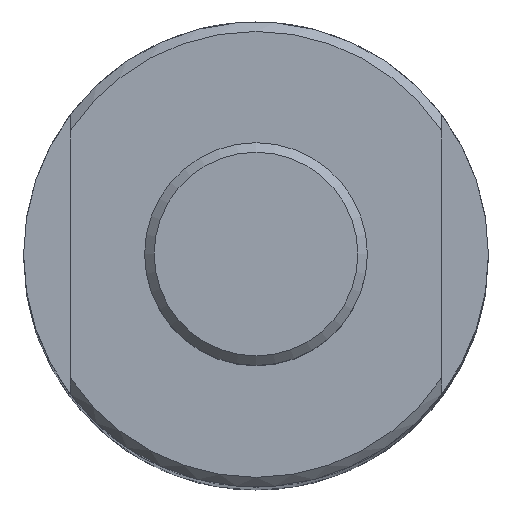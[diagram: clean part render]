
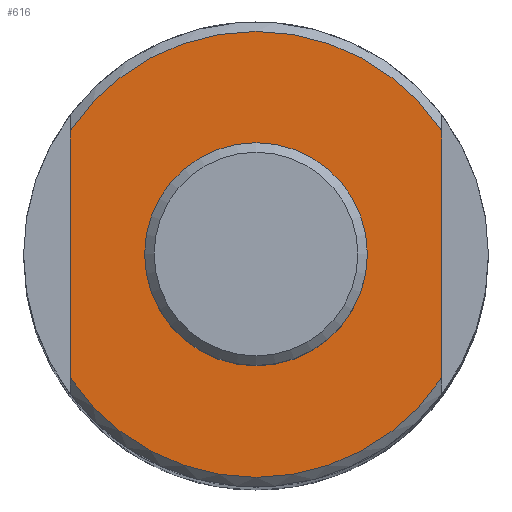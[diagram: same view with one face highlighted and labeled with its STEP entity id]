
A CAD part, top view. The second image highlights one B-rep face of the part: STEP entity #616.
In plain terms, the highlighted planar face has unit normal (0, 0, 1).
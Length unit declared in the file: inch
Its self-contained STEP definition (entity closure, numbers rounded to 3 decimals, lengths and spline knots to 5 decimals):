
#22=PLANE('',#720);
#46=FACE_BOUND('',#112,.T.);
#73=FACE_OUTER_BOUND('',#111,.T.);
#111=EDGE_LOOP('',(#508,#509,#510,#511));
#112=EDGE_LOOP('',(#512,#513));
#176=CIRCLE('',#706,0.375);
#177=CIRCLE('',#707,0.375);
#187=CIRCLE('',#721,0.7505);
#188=CIRCLE('',#722,0.7505);
#211=LINE('',#1170,#239);
#212=LINE('',#1174,#240);
#239=VECTOR('',#894,0.83096);
#240=VECTOR('',#897,0.83096);
#294=VERTEX_POINT('',#1130);
#295=VERTEX_POINT('',#1132);
#309=VERTEX_POINT('',#1168);
#310=VERTEX_POINT('',#1169);
#311=VERTEX_POINT('',#1171);
#312=VERTEX_POINT('',#1173);
#371=EDGE_CURVE('',#294,#295,#176,.T.);
#372=EDGE_CURVE('',#295,#294,#177,.T.);
#389=EDGE_CURVE('',#309,#310,#211,.T.);
#390=EDGE_CURVE('',#309,#311,#187,.T.);
#391=EDGE_CURVE('',#312,#311,#212,.T.);
#392=EDGE_CURVE('',#312,#310,#188,.T.);
#508=ORIENTED_EDGE('',*,*,#389,.F.);
#509=ORIENTED_EDGE('',*,*,#390,.T.);
#510=ORIENTED_EDGE('',*,*,#391,.F.);
#511=ORIENTED_EDGE('',*,*,#392,.T.);
#512=ORIENTED_EDGE('',*,*,#372,.F.);
#513=ORIENTED_EDGE('',*,*,#371,.F.);
#616=ADVANCED_FACE('',(#73,#46),#22,.T.);
#706=AXIS2_PLACEMENT_3D('',#1133,#857,#858);
#707=AXIS2_PLACEMENT_3D('',#1134,#859,#860);
#720=AXIS2_PLACEMENT_3D('',#1167,#892,#893);
#721=AXIS2_PLACEMENT_3D('',#1172,#895,#896);
#722=AXIS2_PLACEMENT_3D('',#1175,#898,#899);
#857=DIRECTION('center_axis',(0.,0.,1.));
#858=DIRECTION('ref_axis',(1.,0.,0.));
#859=DIRECTION('center_axis',(0.,0.,1.));
#860=DIRECTION('ref_axis',(1.,0.,0.));
#892=DIRECTION('center_axis',(0.,0.,1.));
#893=DIRECTION('ref_axis',(1.,0.,0.));
#894=DIRECTION('',(0.,1.,0.));
#895=DIRECTION('center_axis',(0.,0.,1.));
#896=DIRECTION('ref_axis',(1.,0.,0.));
#897=DIRECTION('',(0.,-1.,0.));
#898=DIRECTION('center_axis',(0.,0.,1.));
#899=DIRECTION('ref_axis',(1.,0.,0.));
#1130=CARTESIAN_POINT('',(-0.375,0.,3.3125));
#1132=CARTESIAN_POINT('',(0.375,0.,3.3125));
#1133=CARTESIAN_POINT('Origin',(0.,0.,3.3125));
#1134=CARTESIAN_POINT('Origin',(0.,0.,3.3125));
#1167=CARTESIAN_POINT('Origin',(0.,0.,3.3125));
#1168=CARTESIAN_POINT('',(-0.625,-0.41548,3.3125));
#1169=CARTESIAN_POINT('',(-0.625,0.41548,3.3125));
#1170=CARTESIAN_POINT('',(-0.625,-0.41548,3.3125));
#1171=CARTESIAN_POINT('',(0.625,-0.41548,3.3125));
#1172=CARTESIAN_POINT('Origin',(0.,0.,3.3125));
#1173=CARTESIAN_POINT('',(0.625,0.41548,3.3125));
#1174=CARTESIAN_POINT('',(0.625,0.41548,3.3125));
#1175=CARTESIAN_POINT('Origin',(0.,0.,3.3125));
